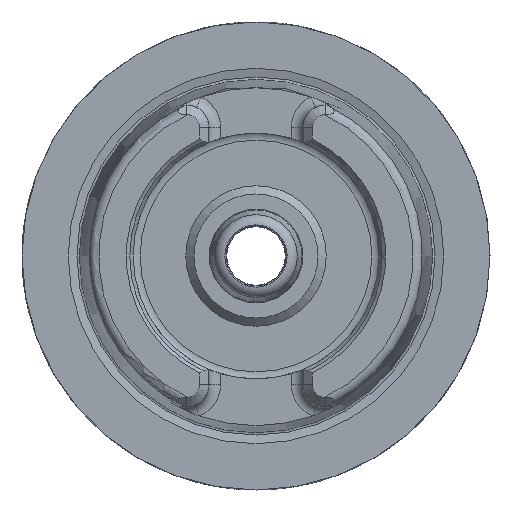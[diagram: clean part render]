
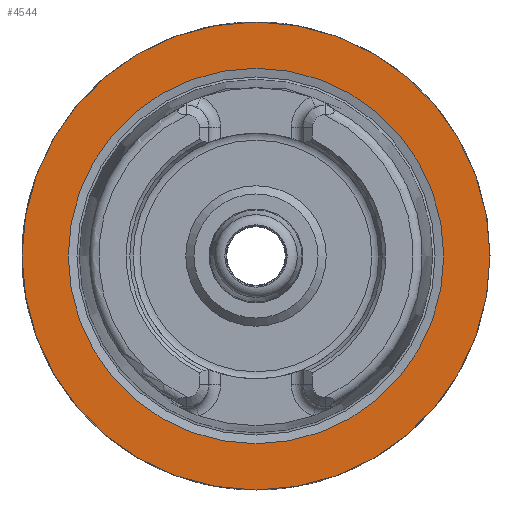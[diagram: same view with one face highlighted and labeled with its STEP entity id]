
A CAD part, left-side view. The second image highlights one B-rep face of the part: STEP entity #4544.
In plain terms, the highlighted planar face has unit normal (-1, 0, 0).
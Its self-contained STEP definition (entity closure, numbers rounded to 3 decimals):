
#3631=CARTESIAN_POINT('',(0.0,20.0,0.0));
#3632=VERTEX_POINT('',#3631);
#3633=CARTESIAN_POINT('',(0.0,0.0,0.0));
#3634=DIRECTION('',(1.0,0.0,0.0));
#3635=DIRECTION('',(0.0,1.0,0.0));
#3636=AXIS2_PLACEMENT_3D('',#3633,#3634,#3635);
#3637=CIRCLE('',#3636,20.0);
#3638=EDGE_CURVE('',#3632,#3632,#3637,.T.);
#4518=CARTESIAN_POINT('',(0.0,16.046,0.0));
#4519=VERTEX_POINT('',#4518);
#4520=CARTESIAN_POINT('',(0.0,0.0,0.0));
#4521=DIRECTION('',(1.0,0.0,0.0));
#4522=DIRECTION('',(0.0,1.0,0.0));
#4523=AXIS2_PLACEMENT_3D('',#4520,#4521,#4522);
#4524=CIRCLE('',#4523,16.046);
#4525=EDGE_CURVE('',#4519,#4519,#4524,.T.);
#4533=CARTESIAN_POINT('',(0.0,18.023,0.0));
#4534=DIRECTION('',(-1.0,0.0,0.0));
#4535=DIRECTION('',(0.0,0.0,1.0));
#4536=AXIS2_PLACEMENT_3D('',#4533,#4534,#4535);
#4537=PLANE('',#4536);
#4538=ORIENTED_EDGE('',*,*,#3638,.F.);
#4539=EDGE_LOOP('',(#4538));
#4540=FACE_OUTER_BOUND('',#4539,.T.);
#4541=ORIENTED_EDGE('',*,*,#4525,.T.);
#4542=EDGE_LOOP('',(#4541));
#4543=FACE_BOUND('',#4542,.T.);
#4544=ADVANCED_FACE('',(#4540,#4543),#4537,.T.);
